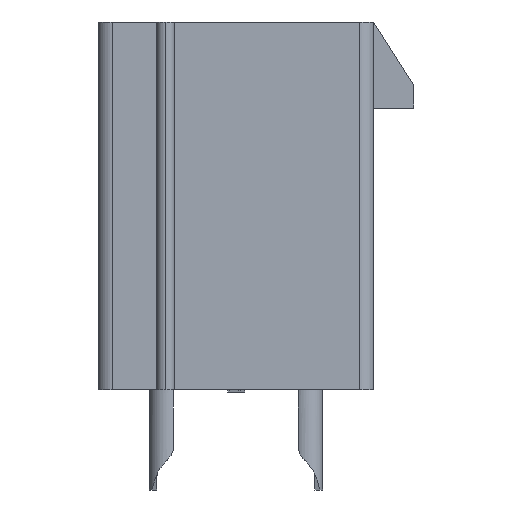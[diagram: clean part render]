
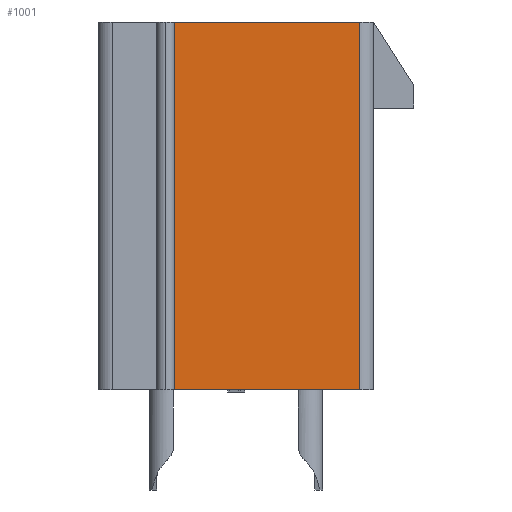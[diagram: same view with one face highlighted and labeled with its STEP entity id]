
A CAD part, left-side view. The second image highlights one B-rep face of the part: STEP entity #1001.
In plain terms, the highlighted planar face has unit normal (-1, 0, 0).
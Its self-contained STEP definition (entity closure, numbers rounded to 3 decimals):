
#1001=ADVANCED_FACE('',(#2496),#2497,.T.);
#2496=FACE_OUTER_BOUND('',#4526,.T.);
#2497=PLANE('',#4527);
#4526=EDGE_LOOP('',(#7597,#7598,#7599,#7600));
#4527=AXIS2_PLACEMENT_3D('',#7601,#7602,#7603);
#7597=ORIENTED_EDGE('',*,*,#12772,.T.);
#7598=ORIENTED_EDGE('',*,*,#13118,.F.);
#7599=ORIENTED_EDGE('',*,*,#13120,.F.);
#7600=ORIENTED_EDGE('',*,*,#12628,.F.);
#7601=CARTESIAN_POINT('',(-17.4,4.8,0.0));
#7602=DIRECTION('',(-1.0,0.0,0.0));
#7603=DIRECTION('',(0.0,-1.0,0.0));
#12628=EDGE_CURVE('',#15368,#15370,#15371,.T.);
#12772=EDGE_CURVE('',#15368,#15631,#15633,.T.);
#13118=EDGE_CURVE('',#16134,#15631,#16136,.T.);
#13120=EDGE_CURVE('',#15370,#16134,#16138,.T.);
#15368=VERTEX_POINT('',#19720);
#15370=VERTEX_POINT('',#19722);
#15371=LINE('',#19723,#19724);
#15631=VERTEX_POINT('',#20108);
#15633=LINE('',#20110,#20111);
#16134=VERTEX_POINT('',#20859);
#16136=LINE('',#20861,#20862);
#16138=LINE('',#20864,#20865);
#19720=CARTESIAN_POINT('',(-17.4,2.15,0.0));
#19722=CARTESIAN_POINT('',(-17.4,2.15,12.8));
#19723=CARTESIAN_POINT('',(-17.4,2.15,0.0));
#19724=VECTOR('',#24749,1.0);
#20108=CARTESIAN_POINT('',(-17.4,-4.3,0.0));
#20110=CARTESIAN_POINT('',(-17.4,2.15,0.0));
#20111=VECTOR('',#24889,1.0);
#20859=CARTESIAN_POINT('',(-17.4,-4.3,12.8));
#20861=CARTESIAN_POINT('',(-17.4,-4.3,12.8));
#20862=VECTOR('',#25152,1.0);
#20864=CARTESIAN_POINT('',(-17.4,2.15,12.8));
#20865=VECTOR('',#25153,1.0);
#24749=DIRECTION('',(0.0,0.0,1.0));
#24889=DIRECTION('',(0.0,-1.0,0.0));
#25152=DIRECTION('',(0.0,0.0,-1.0));
#25153=DIRECTION('',(0.0,-1.0,0.0));
